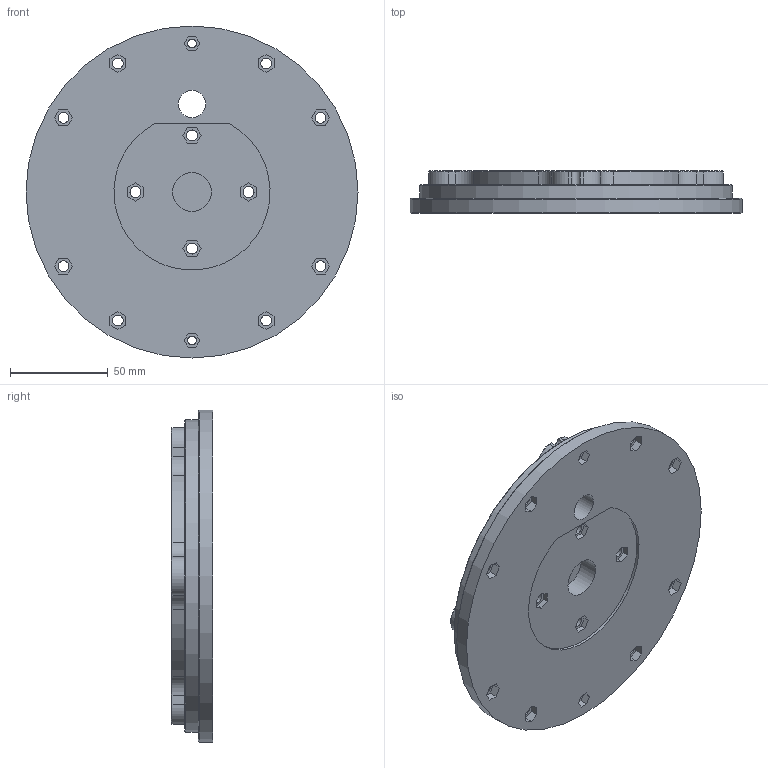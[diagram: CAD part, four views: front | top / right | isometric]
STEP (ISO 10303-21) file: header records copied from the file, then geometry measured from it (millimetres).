
FILE_DESCRIPTION(/* description */ (''),/* implementation_level */ '2;1');
FILE_NAME(/* name */ 'Build Plateform one Indents (plastic).stp',/* time_stamp */ '2024-11-22T10:36:24-05:00',/* author */ ('mayhe'),/* organization */ (''),/* preprocessor_version */ 'ST-DEVELOPER v20',/* originating_system */ 'Autodesk Inventor 2025',/* authorisation */ '');
FILE_SCHEMA (('AUTOMOTIVE_DESIGN { 1 0 10303 214 3 1 1 }'));
Length unit declared in the file: millimetre
Products named in the file (1): Build Plateform one Indents Metal
Bounding box: 170 x 21.5 x 170 mm (x, y, z)
Volume: 366528.8 mm3; surface area: 61679 mm2
Topology: 1 solids, 1 shells, 208 faces, 531 edges, 346 vertices
Faces by surface type: plane 126, cylinder 46, cone 36
Full cylindrical faces by diameter (mm): 4.5 x2, 5.5 x12, 11 x4, 14 x1, 18.25 x1, 20 x1, 160 x1, 170 x1
Entity records: 6390 total; most frequent: CARTESIAN_POINT 1130, DIRECTION 1081, ORIENTED_EDGE 1062, EDGE_CURVE 531, LINE 375, VECTOR 375, AXIS2_PLACEMENT_3D 353, VERTEX_POINT 346
